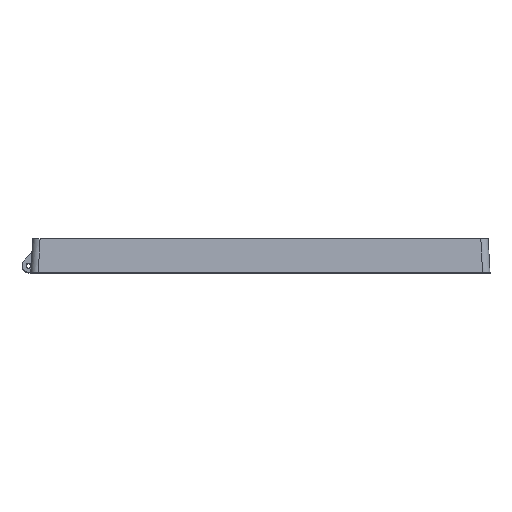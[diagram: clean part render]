
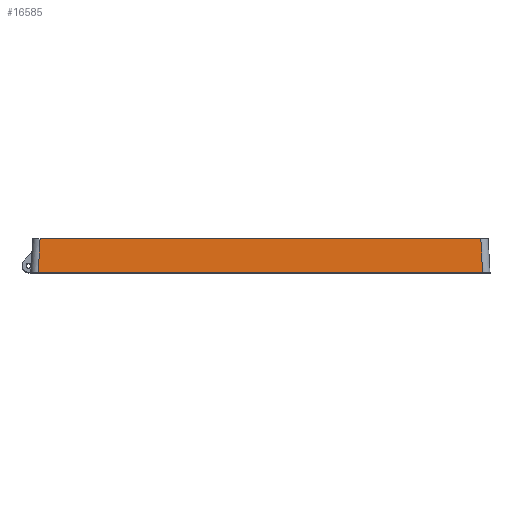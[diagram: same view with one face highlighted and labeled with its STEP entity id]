
A CAD part, top view. The second image highlights one B-rep face of the part: STEP entity #16585.
In plain terms, the highlighted planar face has unit normal (0, 0.052, 0.999).
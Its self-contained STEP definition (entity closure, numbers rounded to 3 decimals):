
#5410=DIRECTION('',(-0.052,-0.997,0.052));
#5411=VECTOR('',#5410,24.667);
#5412=CARTESIAN_POINT('',(-162.638,16.6,195.38));
#5413=LINE('',#5412,#5411);
#5430=CARTESIAN_POINT('',(162.638,16.6,195.38));
#5444=CARTESIAN_POINT('',(-162.638,16.6,195.38));
#5798=DIRECTION('',(-0.052,0.997,-0.052));
#5799=VECTOR('',#5798,24.667);
#5800=CARTESIAN_POINT('',(163.927,-8.,196.669));
#5801=LINE('',#5800,#5799);
#5806=CARTESIAN_POINT('',(163.927,-8.,196.669));
#5814=DIRECTION('',(-1.,0.,0.));
#5815=VECTOR('',#5814,325.275);
#5816=CARTESIAN_POINT('',(162.638,16.6,195.38));
#5817=LINE('',#5816,#5815);
#5818=DIRECTION('',(1.,0.,0.));
#5819=VECTOR('',#5818,327.854);
#5820=CARTESIAN_POINT('',(-163.927,-8.,196.669));
#5821=LINE('',#5820,#5819);
#7391=VERTEX_POINT('',#5806);
#7393=CARTESIAN_POINT('',(-163.927,-8.,196.669));
#7394=VERTEX_POINT('',#7393);
#7515=VERTEX_POINT('',#5430);
#7520=VERTEX_POINT('',#5444);
#16574=CARTESIAN_POINT('',(169.,0.,196.25));
#16575=DIRECTION('',(0.,0.052,0.999));
#16576=DIRECTION('',(0.,-0.999,0.052));
#16577=AXIS2_PLACEMENT_3D('',#16574,#16575,#16576);
#16578=PLANE('',#16577);
#16579=ORIENTED_EDGE('',*,*,#16117,.F.);
#16580=ORIENTED_EDGE('',*,*,#16134,.F.);
#16581=ORIENTED_EDGE('',*,*,#16566,.F.);
#16582=ORIENTED_EDGE('',*,*,#16026,.F.);
#16583=EDGE_LOOP('',(#16579,#16580,#16581,#16582));
#16584=FACE_OUTER_BOUND('',#16583,.F.);
#16585=ADVANCED_FACE('',(#16584),#16578,.T.);
#16026=EDGE_CURVE('',#7394,#7391,#5821,.T.);
#16117=EDGE_CURVE('',#7520,#7394,#5413,.T.);
#16134=EDGE_CURVE('',#7515,#7520,#5817,.T.);
#16566=EDGE_CURVE('',#7391,#7515,#5801,.T.);
